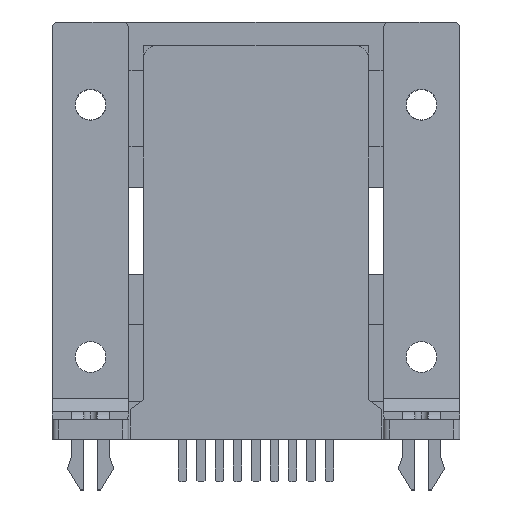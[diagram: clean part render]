
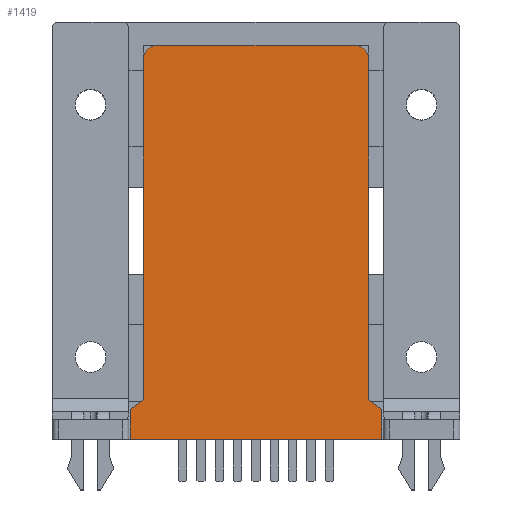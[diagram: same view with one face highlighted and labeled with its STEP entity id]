
A CAD part, top view. The second image highlights one B-rep face of the part: STEP entity #1419.
In plain terms, the highlighted planar face has unit normal (0, 0, 1).
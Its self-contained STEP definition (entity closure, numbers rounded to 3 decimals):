
#261 = LINE ( 'NONE', #3623, #9296 ) ;
#591 = VERTEX_POINT ( 'NONE', #4110 ) ;
#759 = CARTESIAN_POINT ( 'NONE',  ( 13.9, -4.75, 25.15 ) ) ;
#774 = LINE ( 'NONE', #18820, #7752 ) ;
#1111 = CARTESIAN_POINT ( 'NONE',  ( 8.5, 3.45, 25.15 ) ) ;
#1419 = ADVANCED_FACE ( 'NONE', ( #2179 ), #20439, .T. ) ;
#1681 = CARTESIAN_POINT ( 'NONE',  ( -9.5, -23.035, 25.15 ) ) ;
#1944 = LINE ( 'NONE', #15423, #9169 ) ;
#2179 = FACE_OUTER_BOUND ( 'NONE', #5367, .T. ) ;
#2396 = VERTEX_POINT ( 'NONE', #17380 ) ;
#2924 = EDGE_CURVE ( 'NONE', #20451, #8972, #11588, .T. ) ;
#2965 = LINE ( 'NONE', #11358, #7617 ) ;
#3623 = CARTESIAN_POINT ( 'NONE',  ( 9.5, -23.035, 25.15 ) ) ;
#4110 = CARTESIAN_POINT ( 'NONE',  ( 7.5, 4.45, 25.15 ) ) ;
#4123 = ORIENTED_EDGE ( 'NONE', *, *, #9824, .F. ) ;
#4149 = EDGE_CURVE ( 'NONE', #19588, #17482, #261, .T. ) ;
#4177 = CARTESIAN_POINT ( 'NONE',  ( -8.5, -4.75, 25.15 ) ) ;
#4246 = AXIS2_PLACEMENT_3D ( 'NONE', #759, #14168, #20877 ) ;
#5367 = EDGE_LOOP ( 'NONE', ( #11543, #19848, #14376, #17040, #20957, #16284, #8674, #11580, #4123, #19405 ) ) ;
#5534 = EDGE_CURVE ( 'NONE', #20451, #18998, #19073, .T. ) ;
#5735 = LINE ( 'NONE', #15871, #16447 ) ;
#5868 = DIRECTION ( 'NONE',  ( 1., 0., 0. ) ) ;
#6062 = DIRECTION ( 'NONE',  ( -0.806, 0.592, 0. ) ) ;
#6183 = DIRECTION ( 'NONE',  ( 0., -1., 0. ) ) ;
#7617 = VECTOR ( 'NONE', #13517, 1000. ) ;
#7752 = VECTOR ( 'NONE', #6183, 1000. ) ;
#8446 = VERTEX_POINT ( 'NONE', #21490 ) ;
#8674 = ORIENTED_EDGE ( 'NONE', *, *, #2924, .T. ) ;
#8972 = VERTEX_POINT ( 'NONE', #1681 ) ;
#9169 = VECTOR ( 'NONE', #17269, 1000. ) ;
#9296 = VECTOR ( 'NONE', #11905, 1000. ) ;
#9509 = VECTOR ( 'NONE', #19504, 1000. ) ;
#9824 = EDGE_CURVE ( 'NONE', #19588, #13735, #1944, .T. ) ;
#10010 = EDGE_CURVE ( 'NONE', #17482, #8446, #5735, .T. ) ;
#10287 = AXIS2_PLACEMENT_3D ( 'NONE', #17615, #21080, #5868 ) ;
#10551 = CARTESIAN_POINT ( 'NONE',  ( 9.5, -23.035, 25.15 ) ) ;
#10827 = DIRECTION ( 'NONE',  ( 0., 1., 0. ) ) ;
#10918 = EDGE_CURVE ( 'NONE', #2396, #18998, #20054, .T. ) ;
#11009 = VECTOR ( 'NONE', #10827, 1000. ) ;
#11358 = CARTESIAN_POINT ( 'NONE',  ( -9.5, -23.035, 25.15 ) ) ;
#11518 = CARTESIAN_POINT ( 'NONE',  ( 13.9, 4.45, 25.15 ) ) ;
#11543 = ORIENTED_EDGE ( 'NONE', *, *, #10010, .T. ) ;
#11580 = ORIENTED_EDGE ( 'NONE', *, *, #11981, .T. ) ;
#11588 = LINE ( 'NONE', #12904, #9509 ) ;
#11647 = CARTESIAN_POINT ( 'NONE',  ( -7.5, 3.45, 25.15 ) ) ;
#11905 = DIRECTION ( 'NONE',  ( 0., 1., 0. ) ) ;
#11981 = EDGE_CURVE ( 'NONE', #8972, #13735, #2965, .T. ) ;
#12904 = CARTESIAN_POINT ( 'NONE',  ( -8.5, -22.3, 25.15 ) ) ;
#12919 = CARTESIAN_POINT ( 'NONE',  ( -8.5, -22.3, 25.15 ) ) ;
#13065 = DIRECTION ( 'NONE',  ( 0., 0., 1. ) ) ;
#13517 = DIRECTION ( 'NONE',  ( 0., -1., 0. ) ) ;
#13735 = VERTEX_POINT ( 'NONE', #17811 ) ;
#13829 = EDGE_CURVE ( 'NONE', #2396, #591, #14772, .T. ) ;
#14168 = DIRECTION ( 'NONE',  ( 0., 0., 1. ) ) ;
#14339 = VECTOR ( 'NONE', #14572, 1000. ) ;
#14376 = ORIENTED_EDGE ( 'NONE', *, *, #18744, .T. ) ;
#14534 = AXIS2_PLACEMENT_3D ( 'NONE', #11647, #13065, #18257 ) ;
#14572 = DIRECTION ( 'NONE',  ( 1., 0., 0. ) ) ;
#14772 = LINE ( 'NONE', #11518, #14339 ) ;
#14925 = EDGE_CURVE ( 'NONE', #16017, #8446, #774, .T. ) ;
#15423 = CARTESIAN_POINT ( 'NONE',  ( 34.504, -25.3, 25.15 ) ) ;
#15871 = CARTESIAN_POINT ( 'NONE',  ( 8.5, -22.3, 25.15 ) ) ;
#16017 = VERTEX_POINT ( 'NONE', #1111 ) ;
#16143 = CARTESIAN_POINT ( 'NONE',  ( 9.5, -25.3, 25.15 ) ) ;
#16284 = ORIENTED_EDGE ( 'NONE', *, *, #5534, .F. ) ;
#16447 = VECTOR ( 'NONE', #6062, 1000. ) ;
#16510 = CARTESIAN_POINT ( 'NONE',  ( -8.5, 3.45, 25.15 ) ) ;
#17040 = ORIENTED_EDGE ( 'NONE', *, *, #13829, .F. ) ;
#17269 = DIRECTION ( 'NONE',  ( -1., 0., 0. ) ) ;
#17380 = CARTESIAN_POINT ( 'NONE',  ( -7.5, 4.45, 25.15 ) ) ;
#17482 = VERTEX_POINT ( 'NONE', #10551 ) ;
#17615 = CARTESIAN_POINT ( 'NONE',  ( 7.5, 3.45, 25.15 ) ) ;
#17811 = CARTESIAN_POINT ( 'NONE',  ( -9.5, -25.3, 25.15 ) ) ;
#18257 = DIRECTION ( 'NONE',  ( 1., 0., 0. ) ) ;
#18744 = EDGE_CURVE ( 'NONE', #16017, #591, #19998, .T. ) ;
#18820 = CARTESIAN_POINT ( 'NONE',  ( 8.5, -4.75, 25.15 ) ) ;
#18998 = VERTEX_POINT ( 'NONE', #16510 ) ;
#19073 = LINE ( 'NONE', #4177, #11009 ) ;
#19405 = ORIENTED_EDGE ( 'NONE', *, *, #4149, .T. ) ;
#19504 = DIRECTION ( 'NONE',  ( -0.806, -0.592, 0. ) ) ;
#19588 = VERTEX_POINT ( 'NONE', #16143 ) ;
#19848 = ORIENTED_EDGE ( 'NONE', *, *, #14925, .F. ) ;
#19998 = CIRCLE ( 'NONE', #10287, 1. ) ;
#20054 = CIRCLE ( 'NONE', #14534, 1. ) ;
#20439 = PLANE ( 'NONE',  #4246 ) ;
#20451 = VERTEX_POINT ( 'NONE', #12919 ) ;
#20877 = DIRECTION ( 'NONE',  ( 1., 0., 0. ) ) ;
#20957 = ORIENTED_EDGE ( 'NONE', *, *, #10918, .T. ) ;
#21080 = DIRECTION ( 'NONE',  ( 0., 0., 1. ) ) ;
#21490 = CARTESIAN_POINT ( 'NONE',  ( 8.5, -22.3, 25.15 ) ) ;
